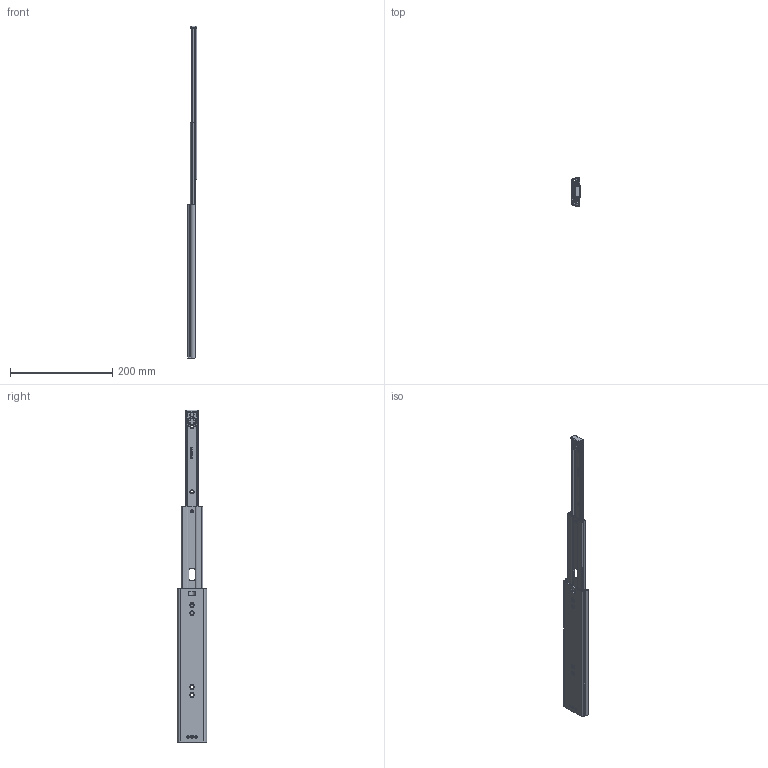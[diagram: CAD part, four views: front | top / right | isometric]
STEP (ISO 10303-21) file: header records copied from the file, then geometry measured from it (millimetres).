
FILE_DESCRIPTION(/* description */ ('Überauszug Serie 038 300x350'),/* implementation_level */ '2;1');
FILE_NAME(/* name */ '07000069001.stp',/* time_stamp */ '2020-06-18T15:37:01+02:00',/* author */ ('Dennis Bruder'),/* organization */ (''),/* preprocessor_version */ 'ST-DEVELOPER v18',/* originating_system */ 'Autodesk Inventor 2020',/* authorisation */ '');
FILE_SCHEMA (('AUTOMOTIVE_DESIGN { 1 0 10303 214 3 1 1 }'));
Products named in the file (1): 07000069001
Bounding box: 18.3 x 57.38 x 650 mm (x, y, z)
Volume: 117632.8 mm3; surface area: 150652.8 mm2
Topology: 43 solids, 43 shells, 2315 faces, 6843 edges, 4531 vertices
Faces by surface type: plane 1048, cylinder 677, cone 269, bspline 147, torus 140, sphere 34
Full cylindrical faces by diameter (mm): 3.5 x2, 4.5 x6, 4.6 x7, 5.9 x2, 6 x2, 8 x4, 8.2 x1
Entity records: 96093 total; most frequent: CARTESIAN_POINT 33890, ORIENTED_EDGE 13546, DIRECTION 11492, EDGE_CURVE 6773, VERTEX_POINT 4531, AXIS2_PLACEMENT_3D 4037, LINE 3418, VECTOR 3418
